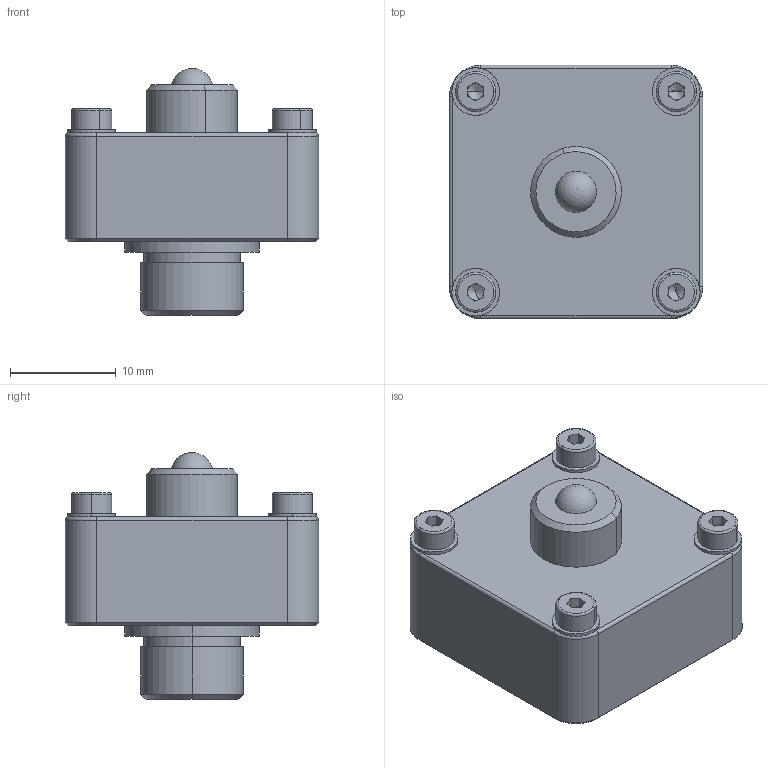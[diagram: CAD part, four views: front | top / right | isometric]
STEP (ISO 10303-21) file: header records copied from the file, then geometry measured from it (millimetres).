
FILE_DESCRIPTION (( 'STEP AP214' ), '1' );
FILE_NAME ('SA-01-0050 Mobile force verification kit.STEP', '2025-10-14T14:51:44', ( '' ), ( '' ), 'SwSTEP 2.0', 'SolidWorks 2022', '' );
FILE_SCHEMA (( 'AUTOMOTIVE_DESIGN' ));
Length unit declared in the file: millimetre
Products named in the file (1): SA-01-0050 Mobile force verification kit
Bounding box: 24 x 24 x 23.38 mm (x, y, z)
Volume: 6728 mm3; surface area: 2606.1 mm2
Topology: 1 solids, 4 shells, 172 faces, 397 edges, 236 vertices
Faces by surface type: plane 87, cylinder 50, torus 18, cone 16, sphere 1
Entity records: 4887 total; most frequent: DIRECTION 912, CARTESIAN_POINT 793, ORIENTED_EDGE 772, EDGE_CURVE 386, AXIS2_PLACEMENT_3D 353, VERTEX_POINT 234, LINE 206, VECTOR 206
